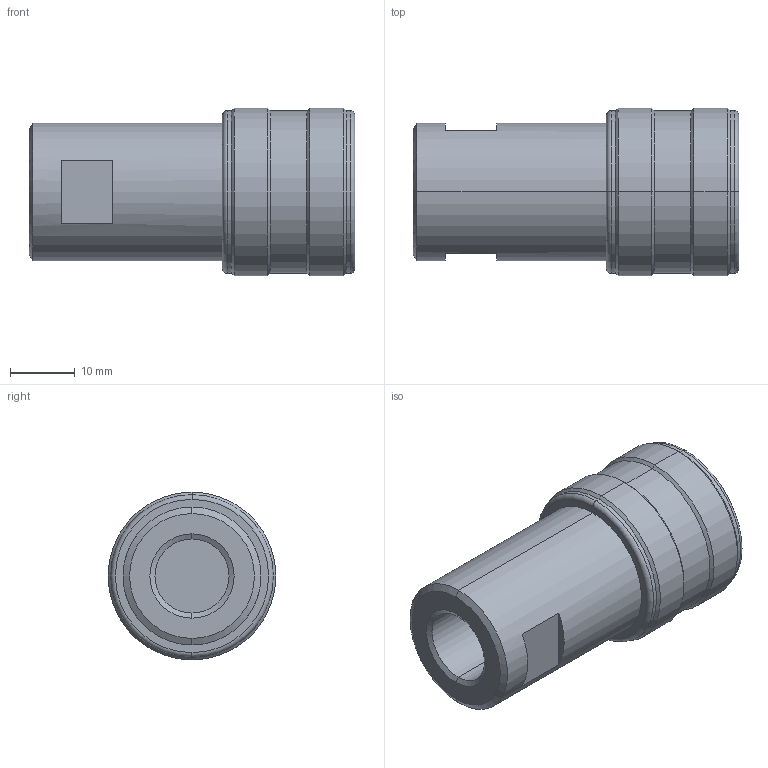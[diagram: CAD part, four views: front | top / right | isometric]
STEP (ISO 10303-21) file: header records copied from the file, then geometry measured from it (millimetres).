
FILE_DESCRIPTION (( 'STEP AP214' ), '1' );
FILE_NAME ('BA06.1101_IC_JV.STEP', '2016-10-11T12:30:30', ( '' ), ( '' ), 'SwSTEP 2.0', 'SolidWorks 2016', '' );
FILE_SCHEMA (( 'AUTOMOTIVE_DESIGN' ));
Length unit declared in the file: millimetre
Products named in the file (1): BA06.1101_IC_JV
Bounding box: 50.5 x 26.03 x 26.03 mm (x, y, z)
Volume: 17873.4 mm3; surface area: 5862.6 mm2
Topology: 1 solids, 1 shells, 65 faces, 128 edges, 72 vertices
Faces by surface type: cylinder 24, cone 20, plane 13, torus 8
Entity records: 1692 total; most frequent: DIRECTION 336, CARTESIAN_POINT 266, ORIENTED_EDGE 256, AXIS2_PLACEMENT_3D 142, EDGE_CURVE 128, CIRCLE 76, VERTEX_POINT 72, EDGE_LOOP 72
